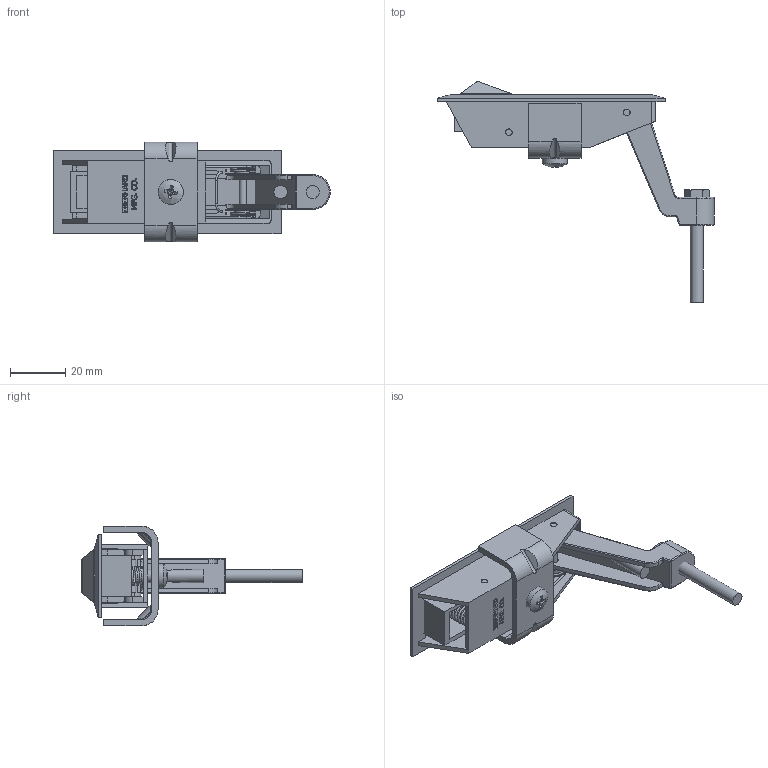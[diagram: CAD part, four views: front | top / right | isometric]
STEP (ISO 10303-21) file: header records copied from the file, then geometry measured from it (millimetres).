
FILE_DESCRIPTION((''),'2;1');
FILE_NAME('535-X.stp','2013-03-01T10:59:46',('fredp'),(''),'Autodesk Inventor 2013','Autodesk Inventor 2013','');
FILE_SCHEMA(('AUTOMOTIVE_DESIGN { 1 0 10303 214 1 1 1 1 }'));
Length unit declared in the file: inch
Products named in the file (1): 535-X
Bounding box: 100.43 x 80.11 x 36.32 mm (x, y, z)
Volume: 23111.8 mm3; surface area: 24434.6 mm2
Topology: 10 solids, 10 shells, 565 faces, 1479 edges, 946 vertices
Faces by surface type: plane 325, bspline 112, cylinder 95, torus 19, cone 10, sphere 4
Full cylindrical faces by diameter (mm): 0.686 x7, 2.413 x4, 2.591 x2, 3.239 x2, 3.289 x2, 4.013 x1, 4.394 x1, 4.727 x1, 4.75 x1, 4.826 x2, 5.144 x1, 5.537 x1, 5.969 x2, 8.636 x1, 9.068 x1, 9.652 x1
Entity records: 21478 total; most frequent: CARTESIAN_POINT 7770, ORIENTED_EDGE 2830, DIRECTION 2341, EDGE_CURVE 1415, VERTEX_POINT 934, VECTOR 915, LINE 915, AXIS2_PLACEMENT_3D 713
